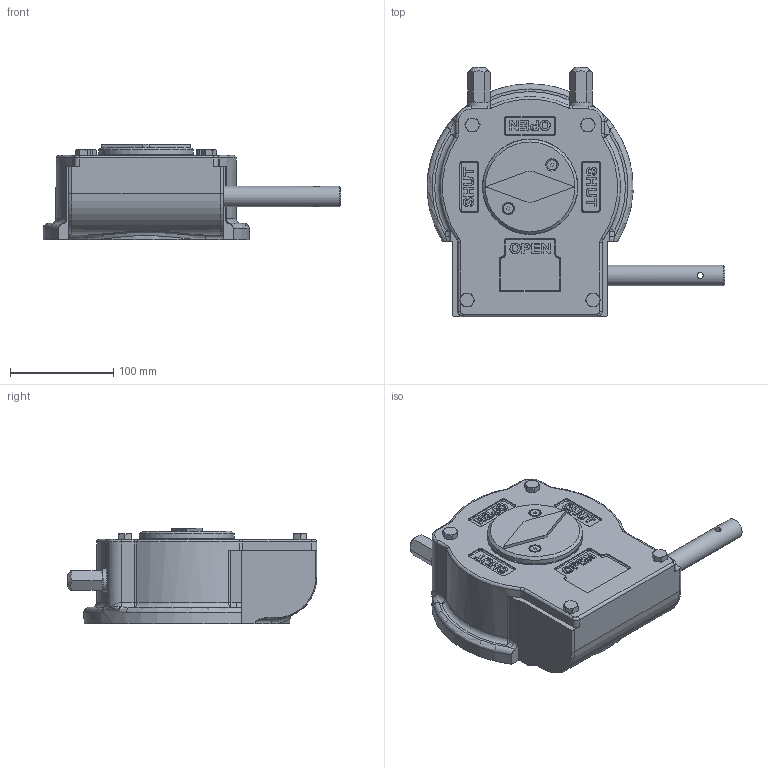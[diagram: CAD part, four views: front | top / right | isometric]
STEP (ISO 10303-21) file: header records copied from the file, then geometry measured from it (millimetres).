
FILE_DESCRIPTION( ( 'Unknown' ), '1' );
FILE_NAME( 'AB880W LH.stp', 'Unknown', ( 'Unknown' ), ( 'Unknown' ), 'PSStep 15.0.49', 'Unknown', ' ' );
FILE_SCHEMA( ( 'AUTOMOTIVE_DESIGN { 1 0 10303 214 1 1 1 1 }' ) );
Length unit declared in the file: millimetre
Products named in the file (1): 10CZ10M050M00
Bounding box: 288.89 x 242 x 93 mm (x, y, z)
Volume: 1917662.6 mm3; surface area: 279951.1 mm2
Topology: 1 solids, 17 shells, 1018 faces, 2544 edges, 1574 vertices
Faces by surface type: plane 361, cylinder 251, cone 147, torus 130, bspline 69, sphere 30, extrusion 30
Full cylindrical faces by diameter (mm): 4.134 x2, 5 x2, 5.6 x3, 6 x3, 6.647 x4, 8 x4, 9 x4, 9.78 x2, 10.106 x8, 10.2 x2, 12 x2, 16 x1, 17.294 x8, 20 x2, 22 x2, 23 x2, 24 x3, 26 x2, 72.15 x2, 74 x2, 75 x4, 81 x1, 86 x1, 86.6 x1, 92 x1, 92.5 x1
Entity records: 48775 total; most frequent: CARTESIAN_POINT 18743, ORIENTED_EDGE 4582, DIRECTION 4221, EDGE_CURVE 2291, AXIS2_PLACEMENT_3D 1781, VERTEX_POINT 1516, EDGE_LOOP 1230, FACE_OUTER_BOUND 1102
